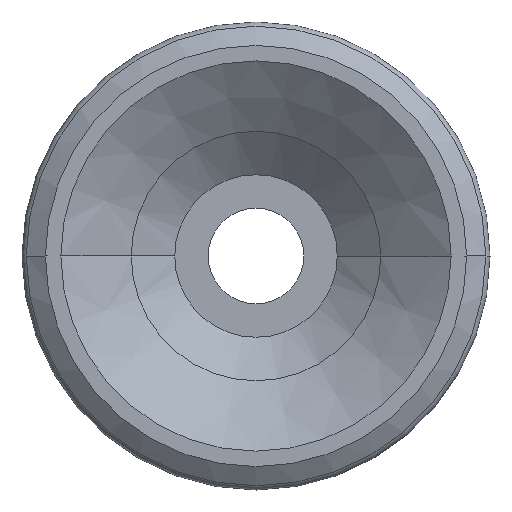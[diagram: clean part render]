
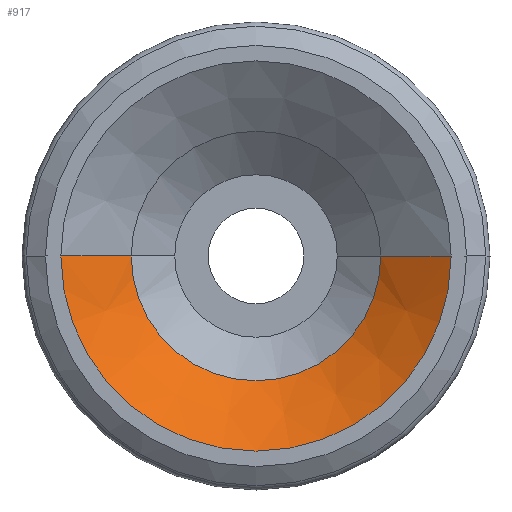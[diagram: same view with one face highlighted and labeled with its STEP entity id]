
A CAD part, front view. The second image highlights one B-rep face of the part: STEP entity #917.
In plain terms, the highlighted conical face has half-angle 54.462 degrees and reference radius 20.477 mm.
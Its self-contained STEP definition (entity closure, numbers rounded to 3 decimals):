
#18 = ORIENTED_EDGE ( 'NONE', *, *, #136, .F. ) ;
#96 = CARTESIAN_POINT ( 'NONE',  ( 0., -0.732, 0. ) ) ;
#98 = EDGE_CURVE ( 'NONE', #452, #746, #359, .T. ) ;
#136 = EDGE_CURVE ( 'NONE', #821, #871, #371, .T. ) ;
#179 = DIRECTION ( 'NONE',  ( -1., 0., 0. ) ) ;
#183 = CARTESIAN_POINT ( 'NONE',  ( 0., 5.007, 0. ) ) ;
#214 = LINE ( 'NONE', #378, #846 ) ;
#266 = DIRECTION ( 'NONE',  ( 0., 1., 0. ) ) ;
#274 = DIRECTION ( 'NONE',  ( 0., 1., 0. ) ) ;
#359 = CIRCLE ( 'NONE', #956, 12.441 ) ;
#367 = AXIS2_PLACEMENT_3D ( 'NONE', #96, #495, #901 ) ;
#371 = CIRCLE ( 'NONE', #527, 19.452 ) ;
#378 = CARTESIAN_POINT ( 'NONE',  ( 20.477, -0.732, 0. ) ) ;
#399 = VECTOR ( 'NONE', #770, 1000. ) ;
#412 = CARTESIAN_POINT ( 'NONE',  ( -19.452, 0., 0. ) ) ;
#430 = CARTESIAN_POINT ( 'NONE',  ( -20.477, -0.732, 0. ) ) ;
#431 = LINE ( 'NONE', #430, #399 ) ;
#450 = ORIENTED_EDGE ( 'NONE', *, *, #822, .F. ) ;
#452 = VERTEX_POINT ( 'NONE', #887 ) ;
#495 = DIRECTION ( 'NONE',  ( 0., -1., 0. ) ) ;
#527 = AXIS2_PLACEMENT_3D ( 'NONE', #844, #274, #535 ) ;
#535 = DIRECTION ( 'NONE',  ( -1., 0., 0. ) ) ;
#545 = EDGE_LOOP ( 'NONE', ( #897, #552, #18, #450 ) ) ;
#549 = DIRECTION ( 'NONE',  ( 0.814, -0.581, 0. ) ) ;
#552 = ORIENTED_EDGE ( 'NONE', *, *, #1036, .T. ) ;
#648 = CARTESIAN_POINT ( 'NONE',  ( -12.441, 5.007, 0. ) ) ;
#718 = CARTESIAN_POINT ( 'NONE',  ( 19.452, 0., 0. ) ) ;
#728 = CONICAL_SURFACE ( 'NONE', #367, 20.477, 0.951 ) ;
#746 = VERTEX_POINT ( 'NONE', #648 ) ;
#770 = DIRECTION ( 'NONE',  ( -0.814, -0.581, 0. ) ) ;
#821 = VERTEX_POINT ( 'NONE', #718 ) ;
#822 = EDGE_CURVE ( 'NONE', #452, #821, #214, .T. ) ;
#844 = CARTESIAN_POINT ( 'NONE',  ( 0., 0., 0. ) ) ;
#846 = VECTOR ( 'NONE', #549, 1000. ) ;
#871 = VERTEX_POINT ( 'NONE', #412 ) ;
#887 = CARTESIAN_POINT ( 'NONE',  ( 12.441, 5.007, 0. ) ) ;
#897 = ORIENTED_EDGE ( 'NONE', *, *, #98, .T. ) ;
#901 = DIRECTION ( 'NONE',  ( 1., 0., 0. ) ) ;
#917 = ADVANCED_FACE ( 'NONE', ( #1010 ), #728, .F. ) ;
#956 = AXIS2_PLACEMENT_3D ( 'NONE', #183, #266, #179 ) ;
#1010 = FACE_OUTER_BOUND ( 'NONE', #545, .T. ) ;
#1036 = EDGE_CURVE ( 'NONE', #746, #871, #431, .T. ) ;
